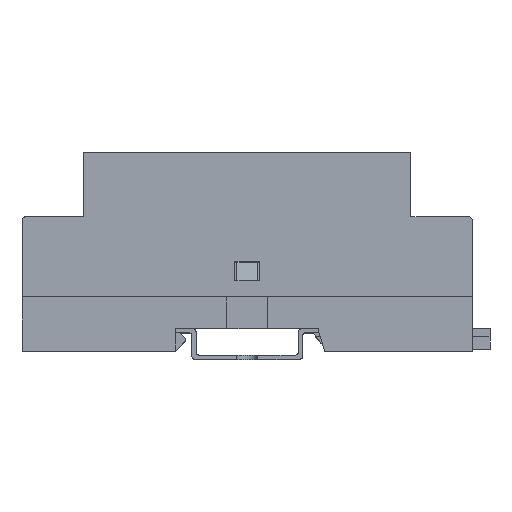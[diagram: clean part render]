
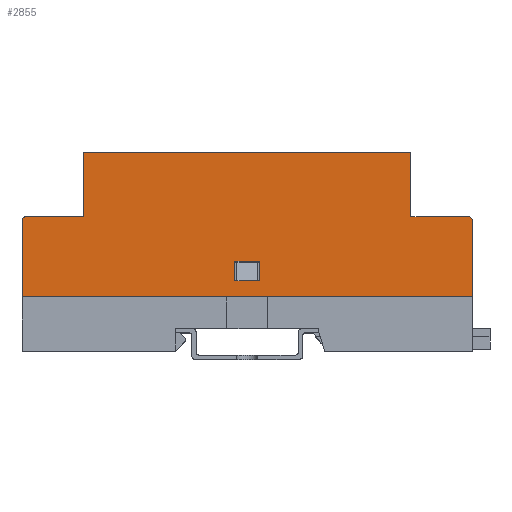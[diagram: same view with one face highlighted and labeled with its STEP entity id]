
A CAD part, top view. The second image highlights one B-rep face of the part: STEP entity #2855.
In plain terms, the highlighted face is planar.
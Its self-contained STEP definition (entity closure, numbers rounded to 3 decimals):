
#77 = VERTEX_POINT ( 'NONE', #19178 ) ;
#218 = LINE ( 'NONE', #2334, #15135 ) ;
#293 = DIRECTION ( 'NONE',  ( 0., 0., 1. ) ) ;
#596 = LINE ( 'NONE', #792, #17257 ) ;
#745 = CARTESIAN_POINT ( 'NONE',  ( -55., 18.6, -17.5 ) ) ;
#792 = CARTESIAN_POINT ( 'NONE',  ( -40., 19.6, -17.5 ) ) ;
#948 = CARTESIAN_POINT ( 'NONE',  ( -3., 8.7, -17.5 ) ) ;
#1392 = VECTOR ( 'NONE', #9306, 1000. ) ;
#1408 = CARTESIAN_POINT ( 'NONE',  ( 3., 8.7, -17.5 ) ) ;
#1484 = AXIS2_PLACEMENT_3D ( 'NONE', #7662, #18728, #10987 ) ;
#1715 = VERTEX_POINT ( 'NONE', #17706 ) ;
#1878 = DIRECTION ( 'NONE',  ( 0., 1., 0. ) ) ;
#1987 = CARTESIAN_POINT ( 'NONE',  ( -54., 18.6, -17.5 ) ) ;
#2249 = VERTEX_POINT ( 'NONE', #948 ) ;
#2326 = DIRECTION ( 'NONE',  ( 0., 1., 0. ) ) ;
#2334 = CARTESIAN_POINT ( 'NONE',  ( 40., 19.6, -17.5 ) ) ;
#2404 = EDGE_CURVE ( 'NONE', #3623, #3989, #218, .T. ) ;
#2855 = ADVANCED_FACE ( 'NONE', ( #14584, #13395 ), #14603, .F. ) ;
#2966 = LINE ( 'NONE', #3151, #8673 ) ;
#3032 = VERTEX_POINT ( 'NONE', #19944 ) ;
#3046 = DIRECTION ( 'NONE',  ( 0., -1., 0. ) ) ;
#3118 = CARTESIAN_POINT ( 'NONE',  ( -40., 35.3, -17.5 ) ) ;
#3151 = CARTESIAN_POINT ( 'NONE',  ( -55., 0., -17.5 ) ) ;
#3550 = ORIENTED_EDGE ( 'NONE', *, *, #12842, .F. ) ;
#3610 = AXIS2_PLACEMENT_3D ( 'NONE', #13031, #293, #11307 ) ;
#3623 = VERTEX_POINT ( 'NONE', #19642 ) ;
#3783 = LINE ( 'NONE', #10106, #13727 ) ;
#3989 = VERTEX_POINT ( 'NONE', #10980 ) ;
#4107 = ORIENTED_EDGE ( 'NONE', *, *, #18489, .T. ) ;
#4874 = CARTESIAN_POINT ( 'NONE',  ( 3., 8.7, -17.5 ) ) ;
#5049 = VECTOR ( 'NONE', #3046, 1000. ) ;
#5117 = VERTEX_POINT ( 'NONE', #6358 ) ;
#5165 = CARTESIAN_POINT ( 'NONE',  ( -3., 8.7, -17.5 ) ) ;
#5240 = VERTEX_POINT ( 'NONE', #11225 ) ;
#5336 = EDGE_CURVE ( 'NONE', #5240, #2249, #8073, .T. ) ;
#5558 = DIRECTION ( 'NONE',  ( 0., 1., 0. ) ) ;
#6127 = EDGE_CURVE ( 'NONE', #77, #5117, #19423, .T. ) ;
#6159 = LINE ( 'NONE', #11075, #1392 ) ;
#6316 = AXIS2_PLACEMENT_3D ( 'NONE', #1987, #17679, #13062 ) ;
#6358 = CARTESIAN_POINT ( 'NONE',  ( 3., 4., -17.5 ) ) ;
#6670 = CARTESIAN_POINT ( 'NONE',  ( -55., 35.3, -17.5 ) ) ;
#6763 = LINE ( 'NONE', #4874, #15197 ) ;
#7140 = DIRECTION ( 'NONE',  ( 0., -1., 0. ) ) ;
#7210 = DIRECTION ( 'NONE',  ( -1., 0., 0. ) ) ;
#7404 = CIRCLE ( 'NONE', #6316, 1. ) ;
#7618 = CARTESIAN_POINT ( 'NONE',  ( 55., 0., -17.5 ) ) ;
#7662 = CARTESIAN_POINT ( 'NONE',  ( 54., 18.6, -17.5 ) ) ;
#7876 = ORIENTED_EDGE ( 'NONE', *, *, #12558, .F. ) ;
#8073 = LINE ( 'NONE', #5165, #15760 ) ;
#8235 = ORIENTED_EDGE ( 'NONE', *, *, #15100, .F. ) ;
#8427 = EDGE_CURVE ( 'NONE', #5117, #5240, #6159, .T. ) ;
#8499 = CARTESIAN_POINT ( 'NONE',  ( 55., 35.3, -17.5 ) ) ;
#8673 = VECTOR ( 'NONE', #18881, 1000. ) ;
#8731 = EDGE_LOOP ( 'NONE', ( #12599, #17065, #12705, #19210 ) ) ;
#9306 = DIRECTION ( 'NONE',  ( -1., 0., 0. ) ) ;
#9700 = CARTESIAN_POINT ( 'NONE',  ( 40., 19.6, -17.5 ) ) ;
#9719 = LINE ( 'NONE', #17447, #18391 ) ;
#10106 = CARTESIAN_POINT ( 'NONE',  ( -40., 19.6, -17.5 ) ) ;
#10473 = VECTOR ( 'NONE', #19395, 1000. ) ;
#10796 = VERTEX_POINT ( 'NONE', #12765 ) ;
#10797 = ORIENTED_EDGE ( 'NONE', *, *, #15015, .T. ) ;
#10980 = CARTESIAN_POINT ( 'NONE',  ( 40., 35.3, -17.5 ) ) ;
#10987 = DIRECTION ( 'NONE',  ( 1., 0., 0. ) ) ;
#11075 = CARTESIAN_POINT ( 'NONE',  ( 3., 4., -17.5 ) ) ;
#11225 = CARTESIAN_POINT ( 'NONE',  ( -3., 4., -17.5 ) ) ;
#11307 = DIRECTION ( 'NONE',  ( 1., 0., 0. ) ) ;
#11585 = VECTOR ( 'NONE', #7140, 1000. ) ;
#11616 = CARTESIAN_POINT ( 'NONE',  ( -54., 19.6, -17.5 ) ) ;
#11750 = VECTOR ( 'NONE', #12978, 1000. ) ;
#11822 = LINE ( 'NONE', #8499, #11585 ) ;
#11878 = EDGE_CURVE ( 'NONE', #1715, #3032, #16218, .T. ) ;
#12254 = ORIENTED_EDGE ( 'NONE', *, *, #19636, .T. ) ;
#12360 = VERTEX_POINT ( 'NONE', #3118 ) ;
#12464 = EDGE_CURVE ( 'NONE', #1715, #3623, #15930, .T. ) ;
#12558 = EDGE_CURVE ( 'NONE', #17575, #10796, #17647, .T. ) ;
#12599 = ORIENTED_EDGE ( 'NONE', *, *, #17390, .F. ) ;
#12705 = ORIENTED_EDGE ( 'NONE', *, *, #8427, .F. ) ;
#12765 = CARTESIAN_POINT ( 'NONE',  ( -55., 0., -17.5 ) ) ;
#12842 = EDGE_CURVE ( 'NONE', #3989, #12360, #9719, .T. ) ;
#12978 = DIRECTION ( 'NONE',  ( -1., 0., 0. ) ) ;
#13031 = CARTESIAN_POINT ( 'NONE',  ( -55., 35.3, -17.5 ) ) ;
#13062 = DIRECTION ( 'NONE',  ( 1., 0., 0. ) ) ;
#13395 = FACE_OUTER_BOUND ( 'NONE', #18525, .T. ) ;
#13727 = VECTOR ( 'NONE', #2326, 1000. ) ;
#13923 = ORIENTED_EDGE ( 'NONE', *, *, #12464, .F. ) ;
#14584 = FACE_BOUND ( 'NONE', #8731, .T. ) ;
#14603 = PLANE ( 'NONE',  #3610 ) ;
#15015 = EDGE_CURVE ( 'NONE', #3032, #20460, #11822, .T. ) ;
#15100 = EDGE_CURVE ( 'NONE', #19170, #18166, #596, .T. ) ;
#15135 = VECTOR ( 'NONE', #5558, 1000. ) ;
#15197 = VECTOR ( 'NONE', #15970, 1000. ) ;
#15220 = CARTESIAN_POINT ( 'NONE',  ( -40., 19.6, -17.5 ) ) ;
#15582 = DIRECTION ( 'NONE',  ( -1., 0., 0. ) ) ;
#15760 = VECTOR ( 'NONE', #1878, 1000. ) ;
#15930 = LINE ( 'NONE', #9700, #11750 ) ;
#15970 = DIRECTION ( 'NONE',  ( 1., 0., 0. ) ) ;
#16218 = CIRCLE ( 'NONE', #1484, 1. ) ;
#16484 = EDGE_CURVE ( 'NONE', #19170, #12360, #3783, .T. ) ;
#17065 = ORIENTED_EDGE ( 'NONE', *, *, #5336, .F. ) ;
#17257 = VECTOR ( 'NONE', #7210, 1000. ) ;
#17390 = EDGE_CURVE ( 'NONE', #2249, #77, #6763, .T. ) ;
#17447 = CARTESIAN_POINT ( 'NONE',  ( -55., 35.3, -17.5 ) ) ;
#17575 = VERTEX_POINT ( 'NONE', #745 ) ;
#17647 = LINE ( 'NONE', #6670, #10473 ) ;
#17667 = ORIENTED_EDGE ( 'NONE', *, *, #2404, .F. ) ;
#17679 = DIRECTION ( 'NONE',  ( 0., 0., -1. ) ) ;
#17706 = CARTESIAN_POINT ( 'NONE',  ( 54., 19.6, -17.5 ) ) ;
#18166 = VERTEX_POINT ( 'NONE', #11616 ) ;
#18391 = VECTOR ( 'NONE', #15582, 1000. ) ;
#18489 = EDGE_CURVE ( 'NONE', #20460, #10796, #2966, .T. ) ;
#18525 = EDGE_LOOP ( 'NONE', ( #7876, #12254, #8235, #19245, #3550, #17667, #13923, #20528, #10797, #4107 ) ) ;
#18728 = DIRECTION ( 'NONE',  ( 0., 0., -1. ) ) ;
#18881 = DIRECTION ( 'NONE',  ( -1., 0., 0. ) ) ;
#19170 = VERTEX_POINT ( 'NONE', #15220 ) ;
#19178 = CARTESIAN_POINT ( 'NONE',  ( 3., 8.7, -17.5 ) ) ;
#19210 = ORIENTED_EDGE ( 'NONE', *, *, #6127, .F. ) ;
#19245 = ORIENTED_EDGE ( 'NONE', *, *, #16484, .T. ) ;
#19395 = DIRECTION ( 'NONE',  ( 0., -1., 0. ) ) ;
#19423 = LINE ( 'NONE', #1408, #5049 ) ;
#19636 = EDGE_CURVE ( 'NONE', #17575, #18166, #7404, .T. ) ;
#19642 = CARTESIAN_POINT ( 'NONE',  ( 40., 19.6, -17.5 ) ) ;
#19944 = CARTESIAN_POINT ( 'NONE',  ( 55., 18.6, -17.5 ) ) ;
#20460 = VERTEX_POINT ( 'NONE', #7618 ) ;
#20528 = ORIENTED_EDGE ( 'NONE', *, *, #11878, .T. ) ;
